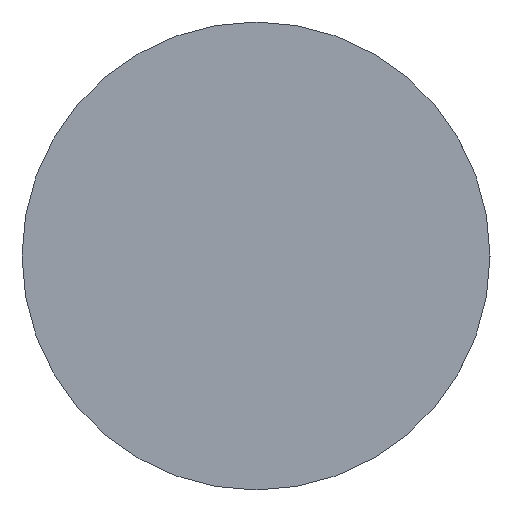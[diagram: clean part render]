
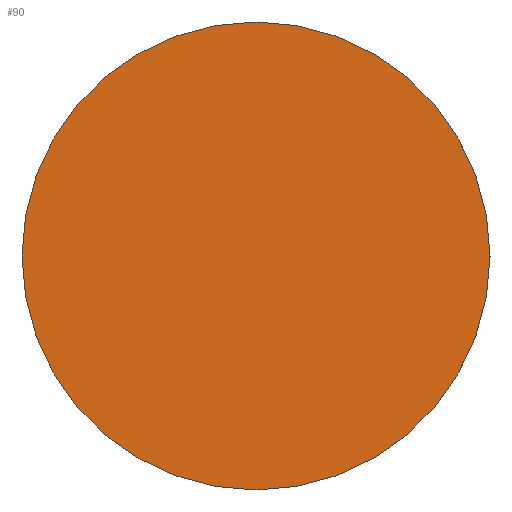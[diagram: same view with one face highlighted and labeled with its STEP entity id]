
A CAD part, left-side view. The second image highlights one B-rep face of the part: STEP entity #90.
In plain terms, the highlighted planar face has unit normal (-1, 0, 0).
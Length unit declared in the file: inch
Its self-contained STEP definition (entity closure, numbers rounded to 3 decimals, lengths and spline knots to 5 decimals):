
#31=FACE_OUTER_BOUND('',#40,.T.);
#40=EDGE_LOOP('',(#79));
#46=CIRCLE('',#114,1.88347);
#52=VERTEX_POINT('',#164);
#59=EDGE_CURVE('',#52,#52,#46,.T.);
#79=ORIENTED_EDGE('',*,*,#59,.T.);
#83=PLANE('',#117);
#90=ADVANCED_FACE('',(#31),#83,.T.);
#114=AXIS2_PLACEMENT_3D('',#165,#138,#139);
#117=AXIS2_PLACEMENT_3D('',#171,#146,#147);
#138=DIRECTION('center_axis',(-1.,0.,0.));
#139=DIRECTION('ref_axis',(0.,-1.,0.));
#146=DIRECTION('center_axis',(-1.,0.,0.));
#147=DIRECTION('ref_axis',(0.,-1.,0.));
#164=CARTESIAN_POINT('',(12.90609,45.15752,-7.45328));
#165=CARTESIAN_POINT('Origin',(12.90597,43.27405,-7.45328));
#171=CARTESIAN_POINT('Origin',(12.90589,42.12415,-7.45328));
